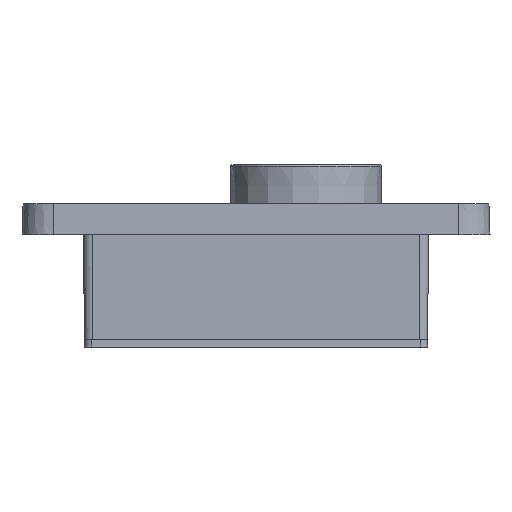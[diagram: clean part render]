
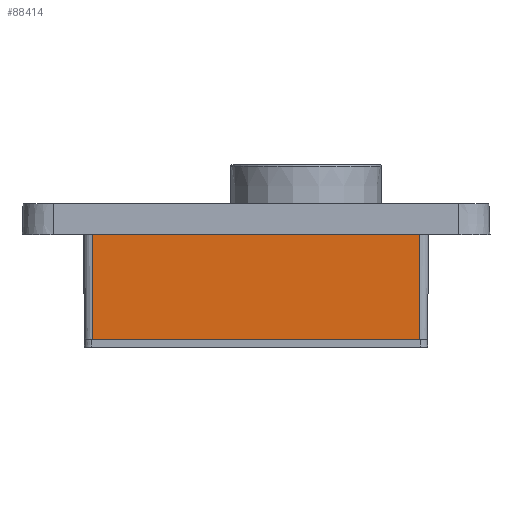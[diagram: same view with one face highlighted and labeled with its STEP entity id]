
A CAD part, left-side view. The second image highlights one B-rep face of the part: STEP entity #88414.
In plain terms, the highlighted planar face has unit normal (-1, 0, -0.009).
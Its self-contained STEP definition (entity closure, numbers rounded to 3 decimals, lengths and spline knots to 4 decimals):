
#4576 = VERTEX_POINT ( 'NONE', #102958 ) ;
#5627 = DIRECTION ( 'NONE',  ( -0.009, 0., 1. ) ) ;
#5816 = LINE ( 'NONE', #41842, #48361 ) ;
#12551 = EDGE_CURVE ( 'NONE', #103329, #4576, #5816, .T. ) ;
#13793 = DIRECTION ( 'NONE',  ( -0.009, 0., 1. ) ) ;
#17257 = LINE ( 'NONE', #76285, #99805 ) ;
#20181 = ORIENTED_EDGE ( 'NONE', *, *, #12551, .F. ) ;
#27030 = PLANE ( 'NONE',  #36463 ) ;
#27370 = DIRECTION ( 'NONE',  ( -1., 0., -0.009 ) ) ;
#30076 = ORIENTED_EDGE ( 'NONE', *, *, #56949, .T. ) ;
#30661 = VECTOR ( 'NONE', #5627, 39.3701 ) ;
#36463 = AXIS2_PLACEMENT_3D ( 'NONE', #75190, #27370, #83313 ) ;
#41842 = CARTESIAN_POINT ( 'NONE',  ( -2.375, -1.3136, 0.0605 ) ) ;
#46058 = EDGE_LOOP ( 'NONE', ( #20181, #62318, #30076, #70537 ) ) ;
#48361 = VECTOR ( 'NONE', #57888, 39.3701 ) ;
#48653 = LINE ( 'NONE', #69657, #51134 ) ;
#51134 = VECTOR ( 'NONE', #13793, 39.3701 ) ;
#56949 = EDGE_CURVE ( 'NONE', #102004, #99118, #17257, .T. ) ;
#57888 = DIRECTION ( 'NONE',  ( 0., 1., 0. ) ) ;
#61504 = CARTESIAN_POINT ( 'NONE',  ( -2.3836, 1.3136, 1.0405 ) ) ;
#62318 = ORIENTED_EDGE ( 'NONE', *, *, #92568, .T. ) ;
#64843 = CARTESIAN_POINT ( 'NONE',  ( -2.375, -1.3136, 0.0605 ) ) ;
#69657 = CARTESIAN_POINT ( 'NONE',  ( -2.3836, -1.3136, 1.0405 ) ) ;
#70537 = ORIENTED_EDGE ( 'NONE', *, *, #84104, .F. ) ;
#73109 = LINE ( 'NONE', #61504, #30661 ) ;
#75190 = CARTESIAN_POINT ( 'NONE',  ( -2.3836, -1.3136, 1.0405 ) ) ;
#76285 = CARTESIAN_POINT ( 'NONE',  ( -2.3836, -1.3136, 1.0405 ) ) ;
#76298 = CARTESIAN_POINT ( 'NONE',  ( -2.3836, -1.3136, 1.0405 ) ) ;
#83313 = DIRECTION ( 'NONE',  ( 0.009, 0., -1. ) ) ;
#84104 = EDGE_CURVE ( 'NONE', #4576, #99118, #73109, .T. ) ;
#84403 = DIRECTION ( 'NONE',  ( 0., 1., 0. ) ) ;
#86307 = CARTESIAN_POINT ( 'NONE',  ( -2.3836, 1.3136, 1.0405 ) ) ;
#88414 = ADVANCED_FACE ( 'NONE', ( #100399 ), #27030, .T. ) ;
#92568 = EDGE_CURVE ( 'NONE', #103329, #102004, #48653, .T. ) ;
#99118 = VERTEX_POINT ( 'NONE', #86307 ) ;
#99805 = VECTOR ( 'NONE', #84403, 39.3701 ) ;
#100399 = FACE_OUTER_BOUND ( 'NONE', #46058, .T. ) ;
#102004 = VERTEX_POINT ( 'NONE', #76298 ) ;
#102958 = CARTESIAN_POINT ( 'NONE',  ( -2.375, 1.3136, 0.0605 ) ) ;
#103329 = VERTEX_POINT ( 'NONE', #64843 ) ;
